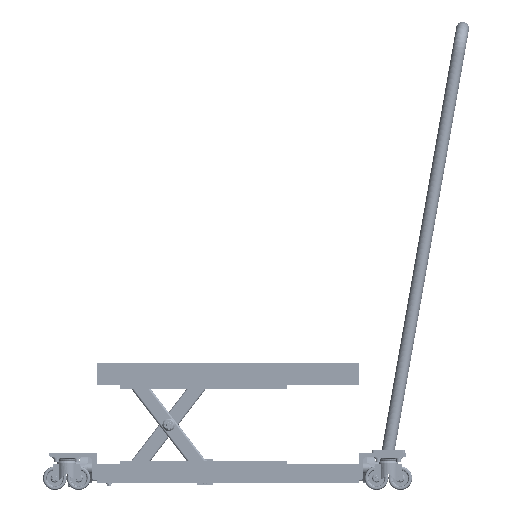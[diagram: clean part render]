
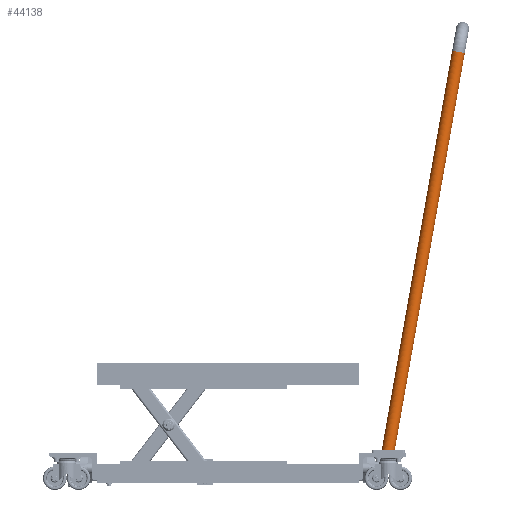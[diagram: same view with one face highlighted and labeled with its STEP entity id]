
A CAD part, front view. The second image highlights one B-rep face of the part: STEP entity #44138.
In plain terms, the highlighted cylindrical face has radius 13.5 mm (diameter 27 mm), a partial arc.
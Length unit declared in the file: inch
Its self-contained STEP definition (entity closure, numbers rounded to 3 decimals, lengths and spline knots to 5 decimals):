
#1922 = ORIENTED_EDGE ( 'NONE', *, *, #15310, .T. ) ;
#2083 = CARTESIAN_POINT ( 'NONE',  ( -6.49606, 0., 33.46457 ) ) ;
#3230 = VERTEX_POINT ( 'NONE', #46333 ) ;
#4170 = CARTESIAN_POINT ( 'NONE',  ( -6.49606, 0.5315, 33.46457 ) ) ;
#5484 = CARTESIAN_POINT ( 'NONE',  ( -6.49606, 0.5315, 33.46457 ) ) ;
#5787 = DIRECTION ( 'NONE',  ( 0., 1., 0. ) ) ;
#5971 = ORIENTED_EDGE ( 'NONE', *, *, #40498, .F. ) ;
#6292 = ORIENTED_EDGE ( 'NONE', *, *, #27331, .T. ) ;
#6444 = EDGE_LOOP ( 'NONE', ( #5971, #1922, #40939, #6292, #33392 ) ) ;
#6702 = DIRECTION ( 'NONE',  ( 0., 0., -1. ) ) ;
#6912 = CARTESIAN_POINT ( 'NONE',  ( -7.55906, -0.5315, 0.18743 ) ) ;
#10610 = CARTESIAN_POINT ( 'NONE',  ( -7.55906, 0.5315, 0. ) ) ;
#11693 = VECTOR ( 'NONE', #34952, 39.37008 ) ;
#12442 = VECTOR ( 'NONE', #29888, 39.37008 ) ;
#12814 = LINE ( 'NONE', #31251, #11693 ) ;
#12833 = CIRCLE ( 'NONE', #32885, 0.5315 ) ;
#12877 = DIRECTION ( 'NONE',  ( 0., 1., 0. ) ) ;
#13033 = CARTESIAN_POINT ( 'NONE',  ( -6.49606, 0., 33.46457 ) ) ;
#13815 = VERTEX_POINT ( 'NONE', #20659 ) ;
#13893 = VERTEX_POINT ( 'NONE', #47073 ) ;
#15310 = EDGE_CURVE ( 'NONE', #37482, #13815, #12833, .T. ) ;
#15444 = EDGE_CURVE ( 'NONE', #3230, #13893, #30687, .T. ) ;
#16708 = DIRECTION ( 'NONE',  ( 0., 0., -1. ) ) ;
#17762 = VERTEX_POINT ( 'NONE', #5484 ) ;
#18202 = CYLINDRICAL_SURFACE ( 'NONE', #20381, 0.5315 ) ;
#20381 = AXIS2_PLACEMENT_3D ( 'NONE', #13033, #16708, #12877 ) ;
#20659 = CARTESIAN_POINT ( 'NONE',  ( -7.02756, 0., 33.46457 ) ) ;
#24574 = EDGE_CURVE ( 'NONE', #13815, #17762, #40878, .T. ) ;
#27331 = EDGE_CURVE ( 'NONE', #17762, #13893, #44088, .T. ) ;
#27787 = DIRECTION ( 'NONE',  ( 0., 0., -1. ) ) ;
#28713 = CARTESIAN_POINT ( 'NONE',  ( -6.49606, 0., 33.46457 ) ) ;
#29888 = DIRECTION ( 'NONE',  ( 0., 0., -1. ) ) ;
#30687 =( BOUNDED_CURVE ( )  B_SPLINE_CURVE ( 3, ( #39865, #6912, #10610, #36335 ),
 .UNSPECIFIED., .F., .F. ) 
 B_SPLINE_CURVE_WITH_KNOTS ( ( 4, 4 ),
 ( 3.14159, 6.28319 ),
 .UNSPECIFIED. ) 
 CURVE ( )  GEOMETRIC_REPRESENTATION_ITEM ( )  RATIONAL_B_SPLINE_CURVE ( ( 1., 0.333, 0.333, 1. ) ) 
 REPRESENTATION_ITEM ( '' )  );
#31251 = CARTESIAN_POINT ( 'NONE',  ( -6.49606, -0.5315, 33.46457 ) ) ;
#32428 = DIRECTION ( 'NONE',  ( 0., 1., 0. ) ) ;
#32885 = AXIS2_PLACEMENT_3D ( 'NONE', #2083, #27787, #5787 ) ;
#33392 = ORIENTED_EDGE ( 'NONE', *, *, #15444, .F. ) ;
#34952 = DIRECTION ( 'NONE',  ( 0., 0., -1. ) ) ;
#36335 = CARTESIAN_POINT ( 'NONE',  ( -6.49606, 0.5315, 0. ) ) ;
#37482 = VERTEX_POINT ( 'NONE', #44371 ) ;
#37850 = FACE_OUTER_BOUND ( 'NONE', #6444, .T. ) ;
#39654 = AXIS2_PLACEMENT_3D ( 'NONE', #28713, #6702, #32428 ) ;
#39865 = CARTESIAN_POINT ( 'NONE',  ( -6.49606, -0.5315, 0.18743 ) ) ;
#40498 = EDGE_CURVE ( 'NONE', #37482, #3230, #12814, .T. ) ;
#40878 = CIRCLE ( 'NONE', #39654, 0.5315 ) ;
#40939 = ORIENTED_EDGE ( 'NONE', *, *, #24574, .T. ) ;
#44088 = LINE ( 'NONE', #4170, #12442 ) ;
#44138 = ADVANCED_FACE ( 'NONE', ( #37850 ), #18202, .T. ) ;
#44371 = CARTESIAN_POINT ( 'NONE',  ( -6.49606, -0.5315, 33.46457 ) ) ;
#46333 = CARTESIAN_POINT ( 'NONE',  ( -6.49606, -0.5315, 0.18743 ) ) ;
#47073 = CARTESIAN_POINT ( 'NONE',  ( -6.49606, 0.5315, 0. ) ) ;
